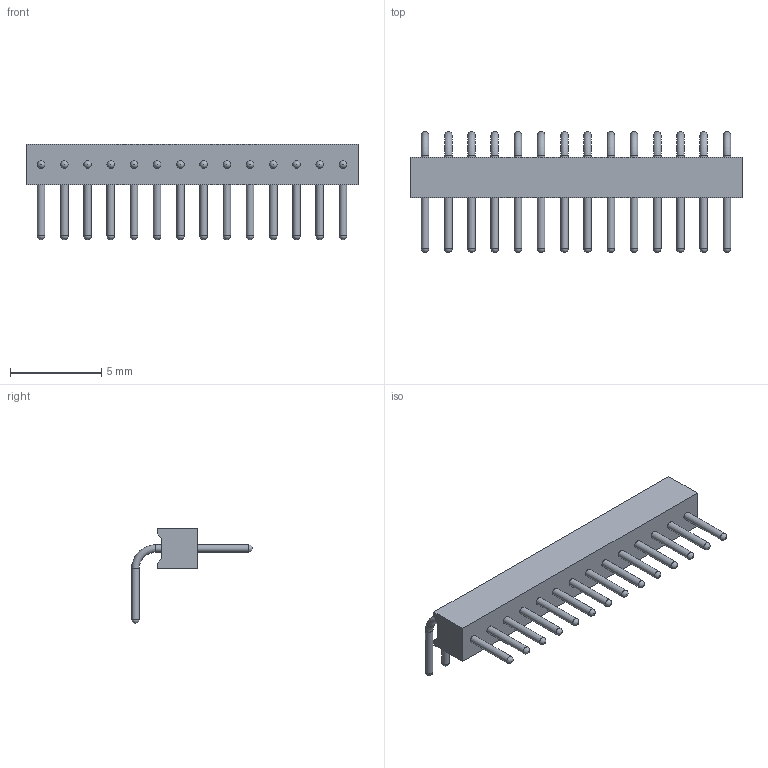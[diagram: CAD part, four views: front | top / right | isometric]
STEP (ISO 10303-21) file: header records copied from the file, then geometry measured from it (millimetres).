
FILE_DESCRIPTION(/* description */ ('Alibre Inc.'),/* implementation_level */ '2;1');
FILE_NAME(/* name */ 'export0',/* time_stamp */ '2015-05-05T15:56:57+08:00',/* author */ (''),/* organization */ (''),/* preprocessor_version */ 'ST-DEVELOPER v14',/* originating_system */ 'Alibre',/* authorisation */ '');
FILE_SCHEMA (('AUTOMOTIVE_DESIGN'));
Length unit declared in the file: centimetre
Bounding box: 18.16 x 6.61 x 5.21 mm (x, y, z)
Volume: 97.2 mm3; surface area: 315.3 mm2
Topology: 1 solids, 1 shells, 122 faces, 220 edges, 128 vertices
Faces by surface type: torus 42, cylinder 42, plane 38
Full cylindrical faces by diameter (mm): 0.41 x42
Entity records: 2468 total; most frequent: DIRECTION 409, CARTESIAN_POINT 383, ORIENTED_EDGE 272, EDGE_LOOP 234, FACE_BOUND 234, AXIS2_PLACEMENT_3D 233, EDGE_CURVE 136, VERTEX_POINT 128
